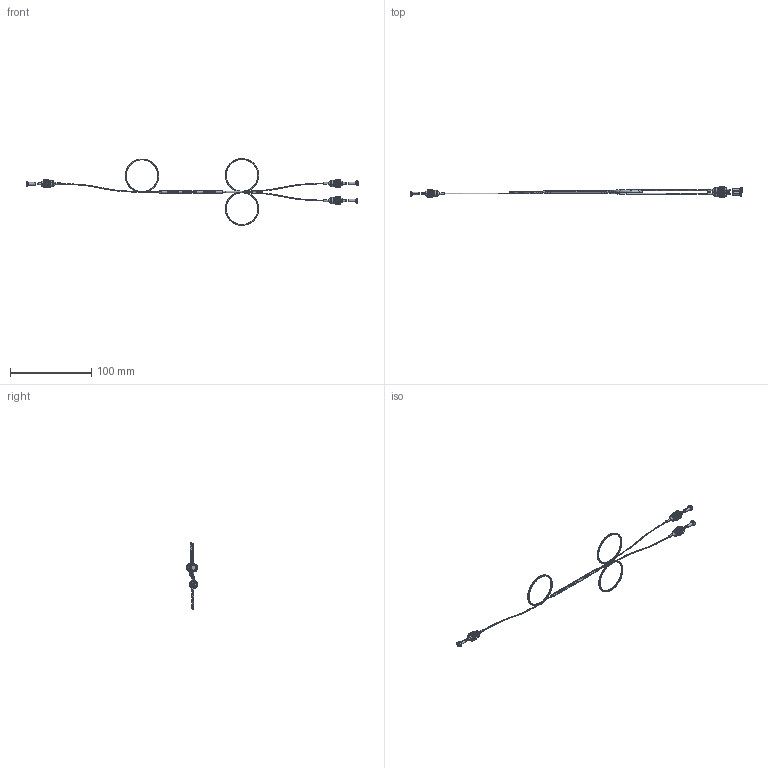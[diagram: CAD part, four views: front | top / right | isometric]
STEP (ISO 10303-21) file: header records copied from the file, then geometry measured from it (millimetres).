
FILE_DESCRIPTION (( 'STEP AP203' ), '1' );
FILE_NAME ('TTN174131-E0W.STEP', '2018-12-20T21:27:31', ( '' ), ( '' ), 'SwSTEP 2.0', 'SolidWorks 2018', '' );
FILE_SCHEMA (( 'CONFIG_CONTROL_DESIGN' ));
Length unit declared in the file: millimetre
Products named in the file (15): DWG1529; LA000PLBTTB; LA000PLBTTW; DWG1751_42-2mm; LA000PLBTTR; PANDA 850_60; SGP-N488081K0G; DWG1631_75mm; SGZ-1A1512F00G_125.5um; DWG1528; FC-APC Dust Cap_FC Dust Cap General; DWG1553; SGP-N4 125.5um APC; DWG1540; TTN174131-E0W
Assembly tree (17 placements, depth 3):
  TTN174131-E0W
    DWG1751_42-2mm
    PANDA 850_60  x2
    DWG1631_75mm
    DWG1528
    DWG1553
    DWG1540
    DWG1529
    LA000PLBTTB
    LA000PLBTTW
    LA000PLBTTR
    SGP-N4 125.5um APC  x3
      SGP-N488081K0G
      SGZ-1A1512F00G_125.5um
      FC-APC Dust Cap_FC Dust Cap General
Bounding box: 408.3 x 14.2 x 81.85 mm (x, y, z)
Volume: 3275.1 mm3; surface area: 13578.4 mm2
Topology: 32 solids, 32 shells, 2626 faces, 7850 edges, 5426 vertices
Faces by surface type: plane 1277, cylinder 893, cone 351, torus 65, bspline 40
Entity records: 51966 total; most frequent: CARTESIAN_POINT 21404, ORIENTED_EDGE 6636, DIRECTION 5412, EDGE_CURVE 3318, VERTEX_POINT 2426, AXIS2_PLACEMENT_3D 1979, VECTOR 1454, LINE 1454
